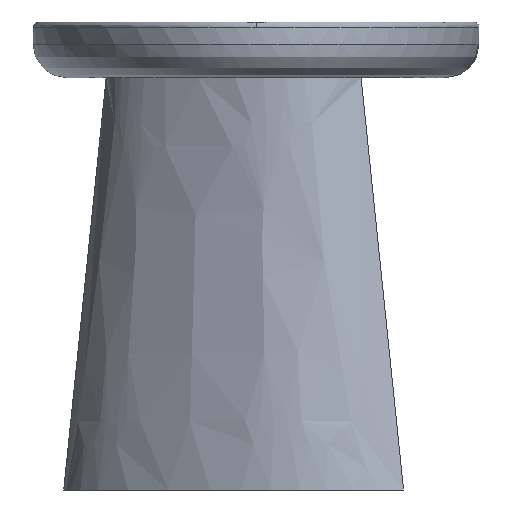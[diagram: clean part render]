
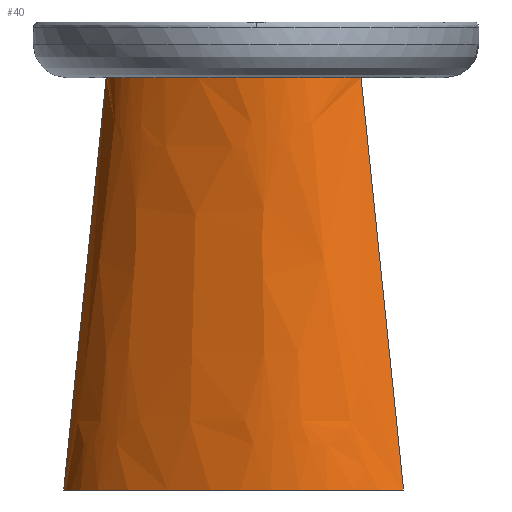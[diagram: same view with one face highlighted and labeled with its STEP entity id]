
A CAD part, left-side view. The second image highlights one B-rep face of the part: STEP entity #40.
In plain terms, the highlighted free-form (B-spline) face has degree [2, 3] with [6, 4] control points.
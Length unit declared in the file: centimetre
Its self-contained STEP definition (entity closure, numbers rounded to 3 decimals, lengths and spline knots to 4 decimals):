
#40=ADVANCED_FACE('',(#63),#295,.T.);
#63=FACE_OUTER_BOUND('',#87,.T.);
#87=EDGE_LOOP('',(#137,#138,#139,#140));
#137=ORIENTED_EDGE('',*,*,#193,.F.);
#138=ORIENTED_EDGE('',*,*,#192,.F.);
#139=ORIENTED_EDGE('',*,*,#200,.F.);
#140=ORIENTED_EDGE('',*,*,#196,.F.);
#192=EDGE_CURVE('',#261,#262,#229,.T.);
#193=EDGE_CURVE('',#262,#265,#230,.T.);
#196=EDGE_CURVE('',#265,#266,#244,.T.);
#200=EDGE_CURVE('',#266,#261,#233,.T.);
#229=(
BOUNDED_CURVE()
B_SPLINE_CURVE(3,(#3638,#3639,#3640,#3641),.UNSPECIFIED.,.F.,.F.)
B_SPLINE_CURVE_WITH_KNOTS((4,4),(0.,373.397),.UNSPECIFIED.)
CURVE()
GEOMETRIC_REPRESENTATION_ITEM()
RATIONAL_B_SPLINE_CURVE((1.,1.,1.,1.))
REPRESENTATION_ITEM('')
);
#230=(
BOUNDED_CURVE()
B_SPLINE_CURVE(2,(#3642,#3643,#3644,#3645),.UNSPECIFIED.,.F.,.F.)
B_SPLINE_CURVE_WITH_KNOTS((3,1,3),(-779.9244,-582.7525,
-385.5796),.UNSPECIFIED.)
CURVE()
GEOMETRIC_REPRESENTATION_ITEM()
RATIONAL_B_SPLINE_CURVE((1.,1.,1.,1.))
REPRESENTATION_ITEM('')
);
#233=(
BOUNDED_CURVE()
B_SPLINE_CURVE(2,(#3672,#3673,#3674,#3675),.UNSPECIFIED.,.F.,.F.)
B_SPLINE_CURVE_WITH_KNOTS((3,1,3),(385.6439,582.7525,779.9244),
 .UNSPECIFIED.)
CURVE()
GEOMETRIC_REPRESENTATION_ITEM()
RATIONAL_B_SPLINE_CURVE((1.,1.,1.,1.))
REPRESENTATION_ITEM('')
);
#244=B_SPLINE_CURVE_WITH_KNOTS('',3,(#3653,#3654,#3655,#3656,#3657,#3658,
#3659,#3660,#3661,#3662,#3663,#3664),.UNSPECIFIED.,.F.,.F.,(4,2,2,2,2,4),
(0.,23.2372,46.4744,92.9487,185.8974,
371.7948),.UNSPECIFIED.);
#261=VERTEX_POINT('',#3632);
#262=VERTEX_POINT('',#3633);
#265=VERTEX_POINT('',#3636);
#266=VERTEX_POINT('',#3637);
#295=(
BOUNDED_SURFACE()
B_SPLINE_SURFACE(2,3,((#3605,#3606,#3607,#3608),(#3609,#3610,#3611,#3612),
(#3613,#3614,#3615,#3616),(#3617,#3618,#3619,#3620),(#3621,#3622,#3623,
#3624),(#3625,#3626,#3627,#3628)),.UNSPECIFIED.,.F.,.F.,.F.)
B_SPLINE_SURFACE_WITH_KNOTS((3,1,2,3),(4,4),(-779.9244,-582.7525,
-385.5796,-357.1859),(0.,373.397),.UNSPECIFIED.)
GEOMETRIC_REPRESENTATION_ITEM()
RATIONAL_B_SPLINE_SURFACE(((1.,1.,1.,1.),(1.,1.,1.,1.),(1.,1.,1.,1.),(1.,
1.,1.,1.),(0.992,0.992,0.992,0.992),
(1.,1.,1.,1.)))
REPRESENTATION_ITEM('')
SURFACE()
);
#3605=CARTESIAN_POINT('',(-3.3879,-9.5128,36.9837));
#3606=CARTESIAN_POINT('',(-4.5194,-10.7828,24.6558));
#3607=CARTESIAN_POINT('',(-5.6508,-12.0528,12.3279));
#3608=CARTESIAN_POINT('',(-6.7822,-13.3228,0.));
#3609=CARTESIAN_POINT('',(-7.6988,-3.3777,36.9837));
#3610=CARTESIAN_POINT('',(-9.3092,-3.966,24.6558));
#3611=CARTESIAN_POINT('',(-10.9196,-4.5543,12.3279));
#3612=CARTESIAN_POINT('',(-12.53,-5.1427,0.));
#3613=CARTESIAN_POINT('',(1.9573,13.3472,36.9837));
#3614=CARTESIAN_POINT('',(1.4198,14.6172,24.6558));
#3615=CARTESIAN_POINT('',(0.8823,15.8872,12.3279));
#3616=CARTESIAN_POINT('',(0.3448,17.1572,0.));
#3617=CARTESIAN_POINT('',(6.7853,13.3472,36.9837));
#3618=CARTESIAN_POINT('',(6.7843,14.6172,24.6558));
#3619=CARTESIAN_POINT('',(6.7832,15.8872,12.3279));
#3620=CARTESIAN_POINT('',(6.7822,17.1572,0.));
#3621=CARTESIAN_POINT('',(7.4842,13.3472,36.9837));
#3622=CARTESIAN_POINT('',(7.5608,14.6172,24.6558));
#3623=CARTESIAN_POINT('',(7.6374,15.8872,12.3279));
#3624=CARTESIAN_POINT('',(7.714,17.1572,0.));
#3625=CARTESIAN_POINT('',(8.1615,13.1747,36.9837));
#3626=CARTESIAN_POINT('',(8.3133,14.4255,24.6558));
#3627=CARTESIAN_POINT('',(8.4652,15.6763,12.3279));
#3628=CARTESIAN_POINT('',(8.6171,16.9272,0.));
#3632=CARTESIAN_POINT('',(-3.3879,-9.5128,36.9837));
#3633=CARTESIAN_POINT('',(-6.7822,-13.3228,0.));
#3636=CARTESIAN_POINT('',(6.7822,17.1572,0.));
#3637=CARTESIAN_POINT('',(6.7822,13.3472,36.9837));
#3638=CARTESIAN_POINT('',(-3.3879,-9.5128,36.9837));
#3639=CARTESIAN_POINT('',(-4.5194,-10.7828,24.6558));
#3640=CARTESIAN_POINT('',(-5.6508,-12.0528,12.3279));
#3641=CARTESIAN_POINT('',(-6.7822,-13.3228,0.));
#3642=CARTESIAN_POINT('',(-6.7822,-13.3228,0.));
#3643=CARTESIAN_POINT('',(-12.53,-5.1427,0.));
#3644=CARTESIAN_POINT('',(0.3448,17.1572,0.));
#3645=CARTESIAN_POINT('',(6.7822,17.1572,0.));
#3653=CARTESIAN_POINT('',(6.7822,17.1572,0.));
#3654=CARTESIAN_POINT('',(6.7822,17.0778,0.7705));
#3655=CARTESIAN_POINT('',(6.7822,16.9985,1.541));
#3656=CARTESIAN_POINT('',(6.7822,16.8397,3.082));
#3657=CARTESIAN_POINT('',(6.7822,16.7603,3.8525));
#3658=CARTESIAN_POINT('',(6.7822,16.5222,6.164));
#3659=CARTESIAN_POINT('',(6.7822,16.3635,7.7049));
#3660=CARTESIAN_POINT('',(6.7822,15.8872,12.3279));
#3661=CARTESIAN_POINT('',(6.7822,15.5697,15.4099));
#3662=CARTESIAN_POINT('',(6.7822,14.6172,24.6558));
#3663=CARTESIAN_POINT('',(6.7822,13.9822,30.8198));
#3664=CARTESIAN_POINT('',(6.7822,13.3472,36.9837));
#3672=CARTESIAN_POINT('',(6.7822,13.3472,36.9837));
#3673=CARTESIAN_POINT('',(1.9557,13.3445,36.9837));
#3674=CARTESIAN_POINT('',(-7.6988,-3.3777,36.9837));
#3675=CARTESIAN_POINT('',(-3.3879,-9.5128,36.9837));
